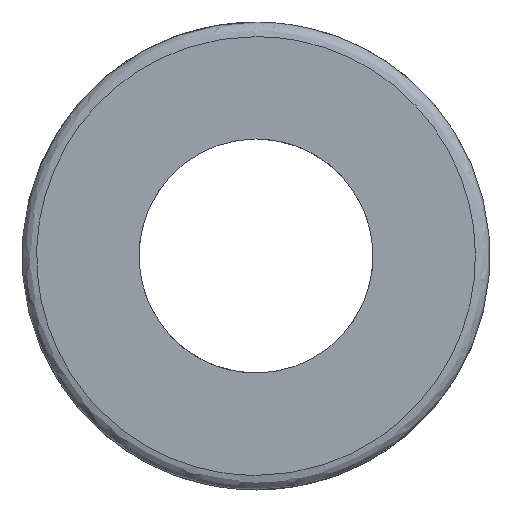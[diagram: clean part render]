
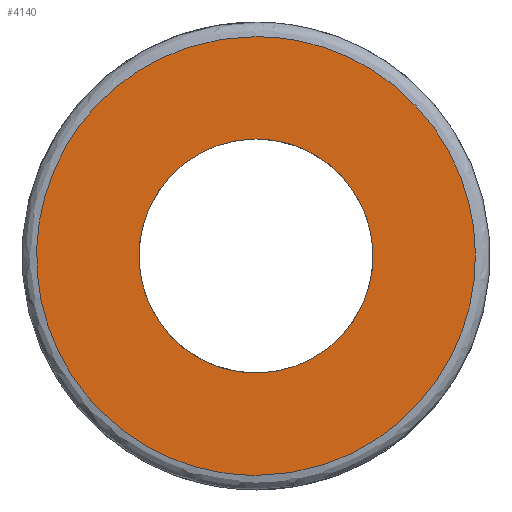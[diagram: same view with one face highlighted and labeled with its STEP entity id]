
A CAD part, left-side view. The second image highlights one B-rep face of the part: STEP entity #4140.
In plain terms, the highlighted free-form (B-spline) face has degree [1, 1] with [2, 2] control points.
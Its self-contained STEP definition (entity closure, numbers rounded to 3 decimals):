
#2830 = CARTESIAN_POINT ('', (0., 0., 7.5));
#2840 = VERTEX_POINT ('', #2830);
#2850 = CARTESIAN_POINT ('', (0., 0., -7.5));
#2860 = VERTEX_POINT ('', #2850);
#2870 = CARTESIAN_POINT ('', (0., 0., 7.5));
#2880 = CARTESIAN_POINT ('', (0., 0.985, 7.5));
#2890 = CARTESIAN_POINT ('', (0., 1.935, 7.312));
#2900 = CARTESIAN_POINT ('', (0., 2.85, 6.937));
#2910 = CARTESIAN_POINT ('', (0., 3.785, 6.554));
#2920 = CARTESIAN_POINT ('', (0., 4.611, 6.001));
#2930 = CARTESIAN_POINT ('', (0., 5.327, 5.279));
#2940 = CARTESIAN_POINT ('', (0., 6.01, 4.591));
#2950 = CARTESIAN_POINT ('', (0., 6.54, 3.797));
#2960 = CARTESIAN_POINT ('', (0., 6.918, 2.897));
#2970 = CARTESIAN_POINT ('', (0., 7.305, 1.974));
#2980 = CARTESIAN_POINT ('', (0., 7.499, 1.008));
#2990 = CARTESIAN_POINT ('', (0., 7.5, 0.));
#3000 = CARTESIAN_POINT ('', (0., 7.501, -1.001));
#3010 = CARTESIAN_POINT ('', (0., 7.307, -1.967));
#3020 = CARTESIAN_POINT ('', (0., 6.918, -2.897));
#3030 = CARTESIAN_POINT ('', (0., 6.544, -3.791));
#3040 = CARTESIAN_POINT ('', (0., 6.014, -4.585));
#3050 = CARTESIAN_POINT ('', (0., 5.327, -5.279));
#3060 = CARTESIAN_POINT ('', (0., 4.617, -5.997));
#3070 = CARTESIAN_POINT ('', (0., 3.791, -6.55));
#3080 = CARTESIAN_POINT ('', (0., 2.85, -6.937));
#3090 = CARTESIAN_POINT ('', (0., 1.939, -7.312));
#3100 = CARTESIAN_POINT ('', (0., 0.989, -7.5));
#3110 = CARTESIAN_POINT ('', (0., 0., -7.5));
#3120 = B_SPLINE_CURVE_WITH_KNOTS ('', 3, (#2870, #2880, #2890, #2900, #2910, #2920, #2930, #2940, #2950, #2960, #2970, #2980, #2990, #3000, #3010, #3020, #3030, #3040, #3050, #3060, #3070, #3080, #3090, #3100, #3110), .UNSPECIFIED., .F., .U., (4, 3, 3, 3, 3, 3, 3, 3, 4), (0., 0.125, 0.25, 0.375, 0.5, 0.625, 0.75, 0.875, 1.), .UNSPECIFIED.);
#3130 = EDGE_CURVE ('', #2840, #2860, #3120, .T.);
#3250 = CARTESIAN_POINT ('', (0., 0., -7.5));
#3260 = CARTESIAN_POINT ('', (0., -0.952, -7.5));
#3270 = CARTESIAN_POINT ('', (0., -1.872, -7.324));
#3280 = CARTESIAN_POINT ('', (0., -2.761, -6.973));
#3290 = CARTESIAN_POINT ('', (0., -3.72, -6.594));
#3300 = CARTESIAN_POINT ('', (0., -4.568, -6.038));
#3310 = CARTESIAN_POINT ('', (0., -5.303, -5.303));
#3320 = CARTESIAN_POINT ('', (0., -6.034, -4.574));
#3330 = CARTESIAN_POINT ('', (0., -6.59, -3.727));
#3340 = CARTESIAN_POINT ('', (0., -6.973, -2.761));
#3350 = CARTESIAN_POINT ('', (0., -7.324, -1.877));
#3360 = CARTESIAN_POINT ('', (0., -7.499, -0.957));
#3370 = CARTESIAN_POINT ('', (0., -7.5, 0.));
#3380 = CARTESIAN_POINT ('', (0., -7.501, 0.95));
#3390 = CARTESIAN_POINT ('', (0., -7.325, 1.87));
#3400 = CARTESIAN_POINT ('', (0., -6.973, 2.761));
#3410 = CARTESIAN_POINT ('', (0., -6.594, 3.72));
#3420 = CARTESIAN_POINT ('', (0., -6.038, 4.568));
#3430 = CARTESIAN_POINT ('', (0., -5.303, 5.303));
#3440 = CARTESIAN_POINT ('', (0., -4.574, 6.034));
#3450 = CARTESIAN_POINT ('', (0., -3.727, 6.59));
#3460 = CARTESIAN_POINT ('', (0., -2.761, 6.973));
#3470 = CARTESIAN_POINT ('', (0., -1.876, 7.324));
#3480 = CARTESIAN_POINT ('', (0., -0.956, 7.5));
#3490 = CARTESIAN_POINT ('', (0., 0., 7.5));
#3500 = B_SPLINE_CURVE_WITH_KNOTS ('', 3, (#3250, #3260, #3270, #3280, #3290, #3300, #3310, #3320, #3330, #3340, #3350, #3360, #3370, #3380, #3390, #3400, #3410, #3420, #3430, #3440, #3450, #3460, #3470, #3480, #3490), .UNSPECIFIED., .F., .U., (4, 3, 3, 3, 3, 3, 3, 3, 4), (0., 0.125, 0.25, 0.375, 0.5, 0.625, 0.75, 0.875, 1.), .UNSPECIFIED.);
#3510 = EDGE_CURVE ('', #2860, #2840, #3500, .T.);
#3850 = ORIENTED_EDGE ('', *, *, #3510, .T.);
#3860 = ORIENTED_EDGE ('', *, *, #3130, .T.);
#3870 = EDGE_LOOP ('', (#3850, #3860));
#3880 = FACE_OUTER_BOUND ('', #3870, .T.);
#3890 = CARTESIAN_POINT ('', (0., 0., -4.));
#3900 = VERTEX_POINT ('', #3890);
#3910 = CARTESIAN_POINT ('', (0., 0., 4.));
#3920 = VERTEX_POINT ('', #3910);
#3930 = CARTESIAN_POINT ('', (0., 0., -4.));
#3940 = CARTESIAN_POINT ('', (0., -8., -4.));
#3950 = CARTESIAN_POINT ('', (0., -8., 4.));
#3960 = CARTESIAN_POINT ('', (0., 0., 4.));
#3970 = (
   BOUNDED_CURVE ()
   B_SPLINE_CURVE (3, (#3930, #3940, #3950, #3960), .UNSPECIFIED., .F., .U.)
   B_SPLINE_CURVE_WITH_KNOTS ((4, 4), (0., 1.), .UNSPECIFIED.)
   CURVE ()
   GEOMETRIC_REPRESENTATION_ITEM ()
   RATIONAL_B_SPLINE_CURVE ((1., 0.333, 0.333, 1.))
   REPRESENTATION_ITEM ('')
);
#3980 = EDGE_CURVE ('', #3900, #3920, #3970, .T.);
#3990 = ORIENTED_EDGE ('', *, *, #3980, .F.);
#4000 = CARTESIAN_POINT ('', (0., 0., 4.));
#4010 = CARTESIAN_POINT ('', (0., 8., 4.));
#4020 = CARTESIAN_POINT ('', (0., 8., -4.));
#4030 = CARTESIAN_POINT ('', (0., 0., -4.));
#4040 = (
   BOUNDED_CURVE ()
   B_SPLINE_CURVE (3, (#4000, #4010, #4020, #4030), .UNSPECIFIED., .F., .U.)
   B_SPLINE_CURVE_WITH_KNOTS ((4, 4), (0., 1.), .UNSPECIFIED.)
   CURVE ()
   GEOMETRIC_REPRESENTATION_ITEM ()
   RATIONAL_B_SPLINE_CURVE ((1., 0.333, 0.333, 1.))
   REPRESENTATION_ITEM ('')
);
#4050 = EDGE_CURVE ('', #3920, #3900, #4040, .T.);
#4060 = ORIENTED_EDGE ('', *, *, #4050, .F.);
#4070 = EDGE_LOOP ('', (#3990, #4060));
#4080 = FACE_BOUND ('', #4070, .T.);
#4090 = CARTESIAN_POINT ('', (0., 7.591, 7.59));
#4100 = CARTESIAN_POINT ('', (0., -7.59, 7.59));
#4110 = CARTESIAN_POINT ('', (0., 7.591, -7.59));
#4120 = CARTESIAN_POINT ('', (0., -7.59, -7.59));
#4130 = B_SPLINE_SURFACE_WITH_KNOTS ('', 1, 1, ((#4090, #4100), (#4110, #4120)), .UNSPECIFIED., .F., .F., .U., (2, 2), (2, 2), (0., 1.), (0., 1.), .UNSPECIFIED.);
#4140 = ADVANCED_FACE ('', (#3880, #4080), #4130, .T.);
